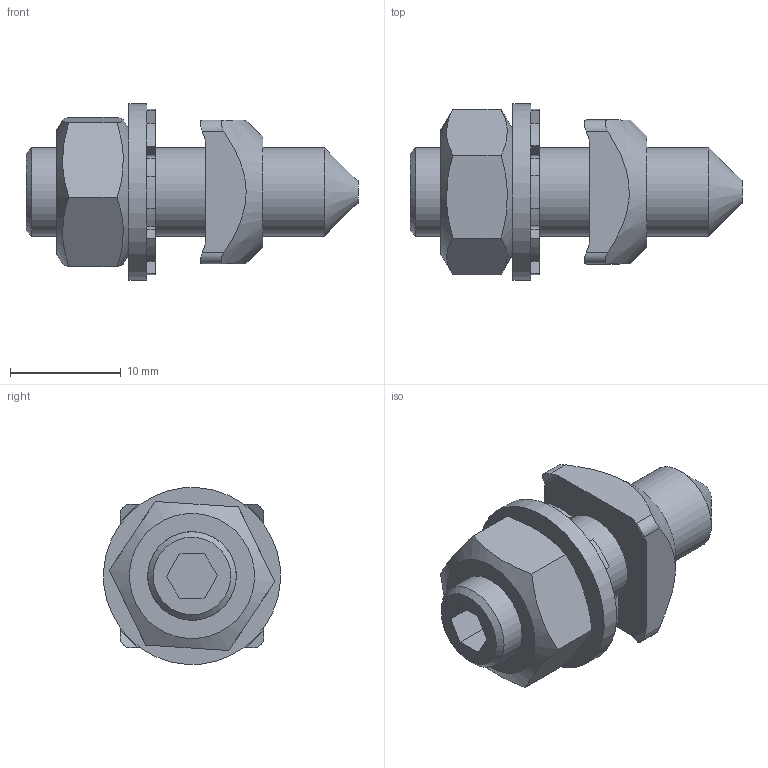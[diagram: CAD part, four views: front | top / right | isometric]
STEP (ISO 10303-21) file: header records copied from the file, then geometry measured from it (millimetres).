
FILE_DESCRIPTION(/* description */ ('Erdungspunkt für Arbeitstische'),/* implementation_level */ '2;1');
FILE_NAME(/* name */ '320769-0.step',/* time_stamp */ '2021-09-06T13:17:39+02:00',/* author */ ('MuellerJ'),/* organization */ (''),/* preprocessor_version */ 'ST-DEVELOPER v18.1',/* originating_system */ 'Autodesk Inventor 2021',/* authorisation */ '');
FILE_SCHEMA (('AUTOMOTIVE_DESIGN { 1 0 10303 214 3 1 1 }'));
Length unit declared in the file: millimetre
Products named in the file (6): leer; leer_1; 21-1390-0FZ.001; leer_2; leer_3; leer_4
Assembly tree (5 placements, depth 2):
  leer
    leer_1
    21-1390-0FZ.001
    leer_2
    leer_3
    leer_4
Bounding box: 30 x 15.96 x 15.96 mm (x, y, z)
Volume: 2937.6 mm3; surface area: 2644.7 mm2
Topology: 5 solids, 5 shells, 100 faces, 263 edges, 174 vertices
Faces by surface type: plane 47, cylinder 46, cone 7
Full cylindrical faces by diameter (mm): 6.647 x2, 8 x1, 8.4 x2, 16 x1
Entity records: 3482 total; most frequent: CARTESIAN_POINT 668, DIRECTION 561, ORIENTED_EDGE 526, EDGE_CURVE 263, AXIS2_PLACEMENT_3D 208, VERTEX_POINT 174, LINE 145, VECTOR 145
